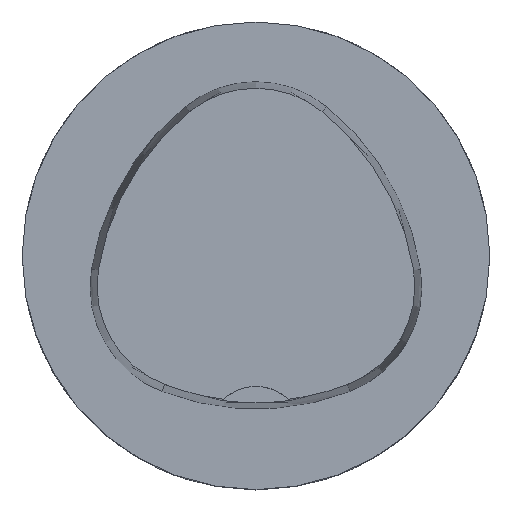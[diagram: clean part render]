
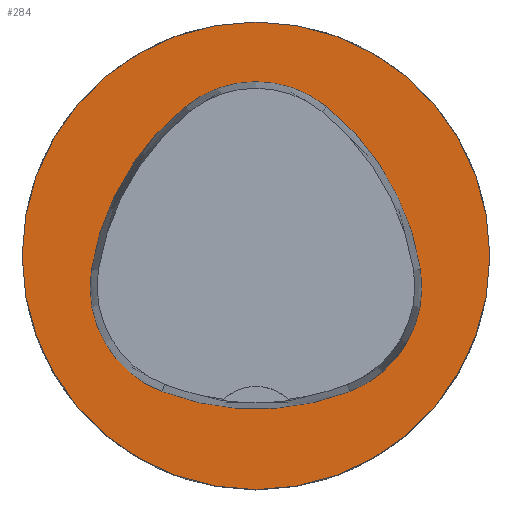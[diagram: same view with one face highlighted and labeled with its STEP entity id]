
A CAD part, top view. The second image highlights one B-rep face of the part: STEP entity #284.
In plain terms, the highlighted planar face has unit normal (0, 0, 1).
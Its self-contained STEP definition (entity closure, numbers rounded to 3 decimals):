
#284=ADVANCED_FACE('',(#696,#697),#360,.T.);
#360=PLANE('',#1931);
#696=FACE_BOUND('',#749,.T.);
#697=FACE_BOUND('',#750,.T.);
#749=EDGE_LOOP('',(#1030,#1031,#1032,#1033,#1034,#1035));
#750=EDGE_LOOP('',(#1036));
#1030=ORIENTED_EDGE('',*,*,#1604,.F.);
#1031=ORIENTED_EDGE('',*,*,#1599,.F.);
#1032=ORIENTED_EDGE('',*,*,#1594,.F.);
#1033=ORIENTED_EDGE('',*,*,#1591,.F.);
#1034=ORIENTED_EDGE('',*,*,#1588,.F.);
#1035=ORIENTED_EDGE('',*,*,#1584,.F.);
#1036=ORIENTED_EDGE('',*,*,#1575,.T.);
#1388=VERTEX_POINT('',#2887);
#1397=VERTEX_POINT('',#2906);
#1398=VERTEX_POINT('',#2907);
#1401=VERTEX_POINT('',#2915);
#1403=VERTEX_POINT('',#2921);
#1405=VERTEX_POINT('',#2927);
#1409=VERTEX_POINT('',#2940);
#1575=EDGE_CURVE('',#1388,#1388,#1723,.T.);
#1584=EDGE_CURVE('',#1397,#1398,#1724,.T.);
#1588=EDGE_CURVE('',#1398,#1401,#1726,.T.);
#1591=EDGE_CURVE('',#1401,#1403,#1728,.T.);
#1594=EDGE_CURVE('',#1403,#1405,#1730,.T.);
#1599=EDGE_CURVE('',#1405,#1409,#1733,.T.);
#1604=EDGE_CURVE('',#1409,#1397,#1736,.T.);
#1723=CIRCLE('',#1903,25.);
#1724=CIRCLE('',#1909,28.);
#1726=CIRCLE('',#1912,12.);
#1728=CIRCLE('',#1915,28.);
#1730=CIRCLE('',#1918,12.);
#1733=CIRCLE('',#1922,28.);
#1736=CIRCLE('',#1926,12.);
#1903=AXIS2_PLACEMENT_3D('',#2886,#2232,#2233);
#1909=AXIS2_PLACEMENT_3D('',#2905,#2248,#2249);
#1912=AXIS2_PLACEMENT_3D('',#2914,#2256,#2257);
#1915=AXIS2_PLACEMENT_3D('',#2920,#2263,#2264);
#1918=AXIS2_PLACEMENT_3D('',#2926,#2270,#2271);
#1922=AXIS2_PLACEMENT_3D('',#2939,#2279,#2280);
#1926=AXIS2_PLACEMENT_3D('',#2952,#2288,#2289);
#1931=AXIS2_PLACEMENT_3D('',#2957,#2298,#2299);
#2232=DIRECTION('',(0.,0.,1.));
#2233=DIRECTION('',(1.,0.,0.));
#2248=DIRECTION('',(0.,0.,1.));
#2249=DIRECTION('',(1.,0.,0.));
#2256=DIRECTION('',(0.,0.,1.));
#2257=DIRECTION('',(1.,0.,0.));
#2263=DIRECTION('',(0.,0.,1.));
#2264=DIRECTION('',(1.,0.,0.));
#2270=DIRECTION('',(0.,0.,1.));
#2271=DIRECTION('',(1.,0.,0.));
#2279=DIRECTION('',(0.,0.,1.));
#2280=DIRECTION('',(1.,0.,0.));
#2288=DIRECTION('',(0.,0.,1.));
#2289=DIRECTION('',(1.,0.,0.));
#2298=DIRECTION('',(0.,0.,1.));
#2299=DIRECTION('',(-1.,0.,0.));
#2886=CARTESIAN_POINT('',(0.,0.,0.));
#2887=CARTESIAN_POINT('',(25.,0.,0.));
#2905=CARTESIAN_POINT('',(-10.068,-5.824,0.));
#2906=CARTESIAN_POINT('',(17.584,-1.424,0.));
#2907=CARTESIAN_POINT('',(7.531,15.953,0.));
#2914=CARTESIAN_POINT('',(-0.011,6.62,0.));
#2915=CARTESIAN_POINT('',(-7.567,15.942,0.));
#2920=CARTESIAN_POINT('',(10.063,-5.81,0.));
#2921=CARTESIAN_POINT('',(-17.59,-1.418,0.));
#2926=CARTESIAN_POINT('',(-5.739,-3.3,0.));
#2927=CARTESIAN_POINT('',(-10.05,-14.499,0.));
#2939=CARTESIAN_POINT('',(0.01,11.631,0.));
#2940=CARTESIAN_POINT('',(10.025,-14.516,0.));
#2952=CARTESIAN_POINT('',(5.733,-3.31,0.));
#2957=CARTESIAN_POINT('',(0.,0.,0.));
